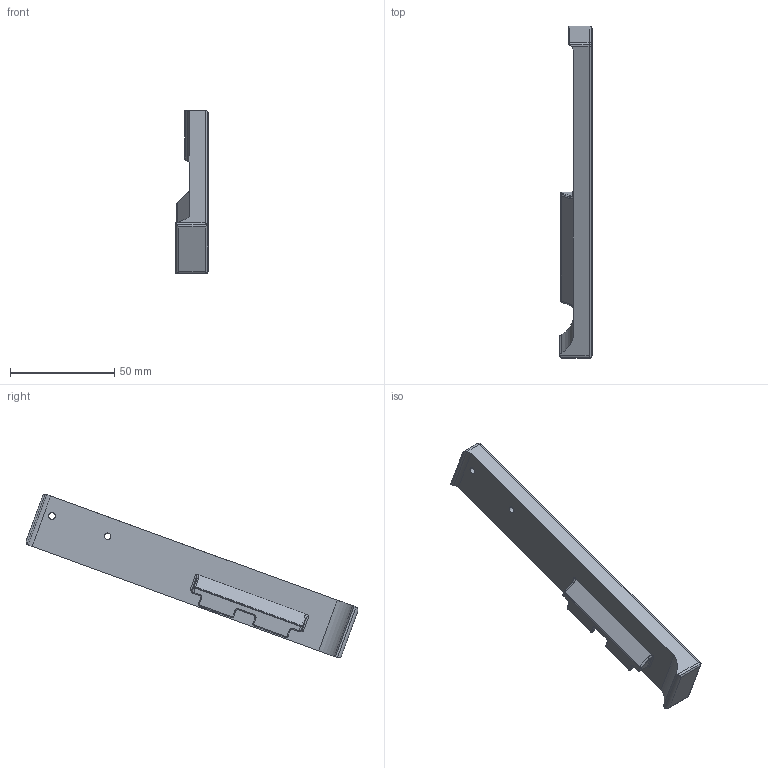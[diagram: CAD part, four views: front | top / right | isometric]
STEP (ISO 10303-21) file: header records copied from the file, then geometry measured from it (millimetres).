
FILE_DESCRIPTION(('STEP AP214'),'1');
FILE_NAME('Extension_right.stp','2022-10-22T12:28:26',(' '),(' '),'Spatial InterOp 3D',' ',' ');
FILE_SCHEMA(('AUTOMOTIVE_DESIGN { 1 0 10303 214 1 1 1 1 }'));
Length unit declared in the file: metre
Products named in the file (1): Extension_right
Bounding box: 15.5 x 159.27 x 78.51 mm (x, y, z)
Volume: 40298 mm3; surface area: 12853.4 mm2
Topology: 1 solids, 1 shells, 147 faces, 359 edges, 211 vertices
Faces by surface type: cylinder 94, plane 22, torus 13, sphere 8, bspline 6, cone 4
Entity records: 6142 total; most frequent: CARTESIAN_POINT 2594, DIRECTION 813, ORIENTED_EDGE 706, EDGE_CURVE 353, AXIS2_PLACEMENT_3D 332, VERTEX_POINT 211, EDGE_LOOP 154, CIRCLE 150
